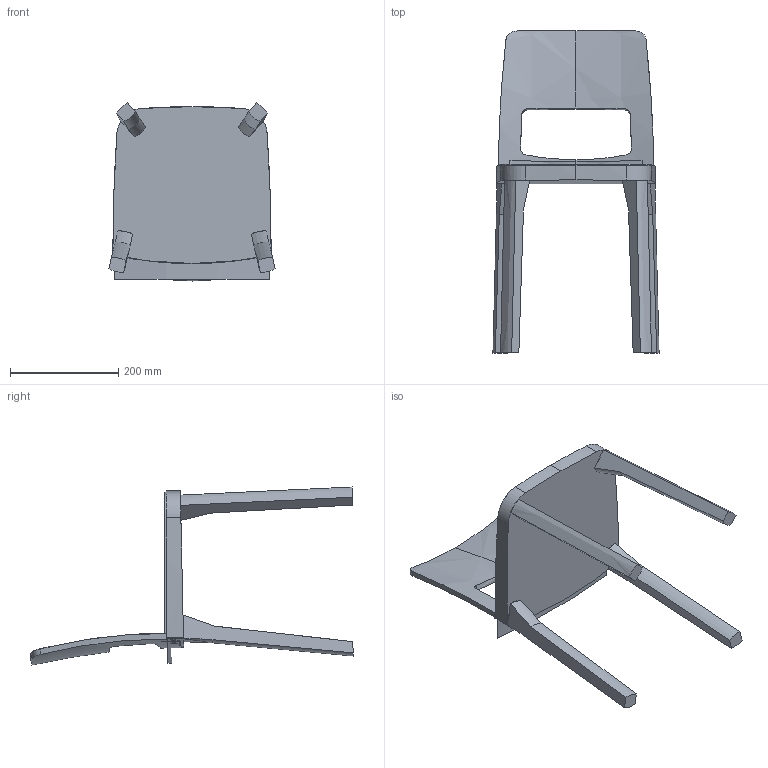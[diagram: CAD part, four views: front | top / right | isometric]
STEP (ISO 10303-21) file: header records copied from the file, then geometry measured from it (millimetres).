
FILE_DESCRIPTION((''),'2;1');
FILE_NAME('ST6N2_JUNIOR_ASM','2017-03-24T',('user'),(''),'CREO PARAMETRIC BY PTC INC, 2016380','CREO PARAMETRIC BY PTC INC, 2016380','');
FILE_SCHEMA(('CONFIG_CONTROL_DESIGN'));
Length unit declared in the file: millimetre
Products named in the file (9): GRUNDPLATTE_ROHLING_JUNIOR; VOLUMEN_4026_JUNIOR; SPERRHOLZSITZ_FLACH_JUNIOR; VF_KINDERSTUHL; HF_L_KINDERSTUHL; HF_KINDERSTUHL_SPIEGEL; VF_KINDERSTUHL_SPIEGEL; SCHRAUBE_JUNIOR; ST6N2_JUNIOR_ASM
Assembly tree (11 placements, depth 2):
  ST6N2_JUNIOR_ASM
    GRUNDPLATTE_ROHLING_JUNIOR
    VOLUMEN_4026_JUNIOR
    SPERRHOLZSITZ_FLACH_JUNIOR
    VF_KINDERSTUHL
    HF_L_KINDERSTUHL
    HF_KINDERSTUHL_SPIEGEL
    VF_KINDERSTUHL_SPIEGEL
    SCHRAUBE_JUNIOR  x4
Bounding box: 307.51 x 596.92 x 329.61 mm (x, y, z)
Volume: 3623963.9 mm3; surface area: 769042.4 mm2
Topology: 11 solids, 19 shells, 201 faces, 482 edges, 319 vertices
Faces by surface type: cylinder 88, plane 54, bspline 33, cone 14, extrusion 10, torus 2
Entity records: 9151 total; most frequent: CARTESIAN_POINT 5044, ORIENTED_EDGE 836, DIRECTION 674, EDGE_CURVE 446, VERTEX_POINT 295, AXIS2_PLACEMENT_3D 247, B_SPLINE_CURVE_WITH_KNOTS 204, EDGE_LOOP 197
